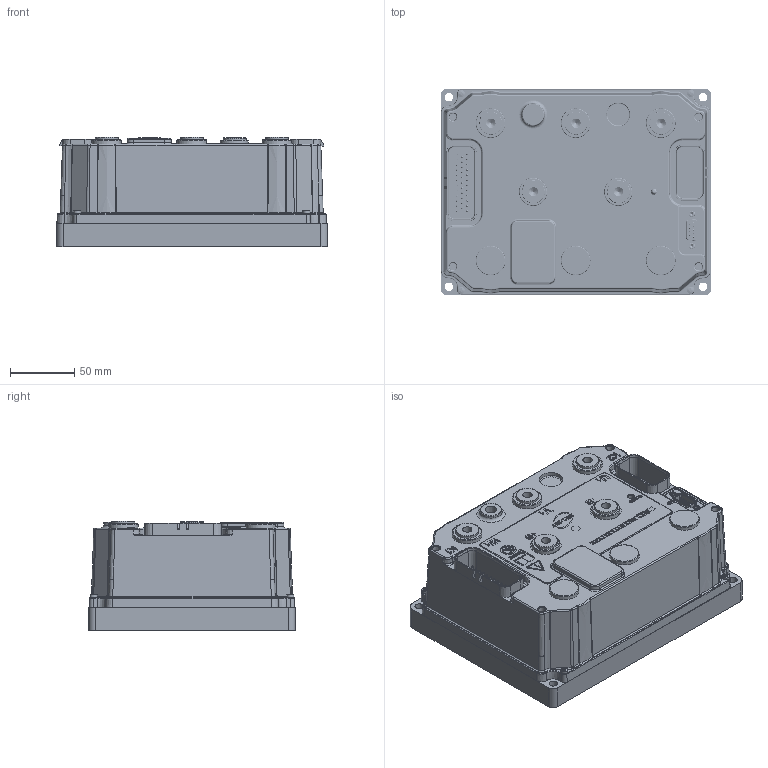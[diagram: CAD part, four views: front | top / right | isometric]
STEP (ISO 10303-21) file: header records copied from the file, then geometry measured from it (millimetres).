
FILE_DESCRIPTION(/* description */ (''),/* implementation_level */ '2;1');
FILE_NAME(/* name */ 'AC-X1 NO FUSE.stp',/* time_stamp */ '2016-06-15T12:15:07+02:00',/* author */ ('SGA'),/* organization */ (''),/* preprocessor_version */ 'ST-DEVELOPER v11',/* originating_system */ 'UGS - NX 5.0',/* authorisation */ '');
FILE_SCHEMA (('AUTOMOTIVE_DESIGN { 1 0 10303 214 1 1 1 1 }'));
Products named in the file (1): sgagE7CFsvrk
Bounding box: 210 x 160 x 84.73 mm (x, y, z)
Volume: 828985.9 mm3; surface area: 290850.4 mm2
Topology: 53 solids, 687 shells, 2886 faces, 8797 edges, 6753 vertices
Faces by surface type: plane 1294, bspline 555, cylinder 392, cone 303, extrusion 175, torus 155, sphere 12
Full cylindrical faces by diameter (mm): 1.3 x35, 2 x4, 2.084 x1, 2.5 x4, 2.9 x4, 5 x1, 5.4 x1, 5.45 x4, 5.8 x1, 6 x1, 6.5 x4, 7.25 x5, 9 x1, 13.5 x5, 17.8 x10, 18.4 x1, 22 x8, 24 x2
Entity records: 156866 total; most frequent: CARTESIAN_POINT 65117, ORIENTED_EDGE 13193, DIRECTION 12221, EDGE_CURVE 8206, VERTEX_POINT 6578, AXIS2_PLACEMENT_3D 4150, VECTOR 3921, LINE 3746
